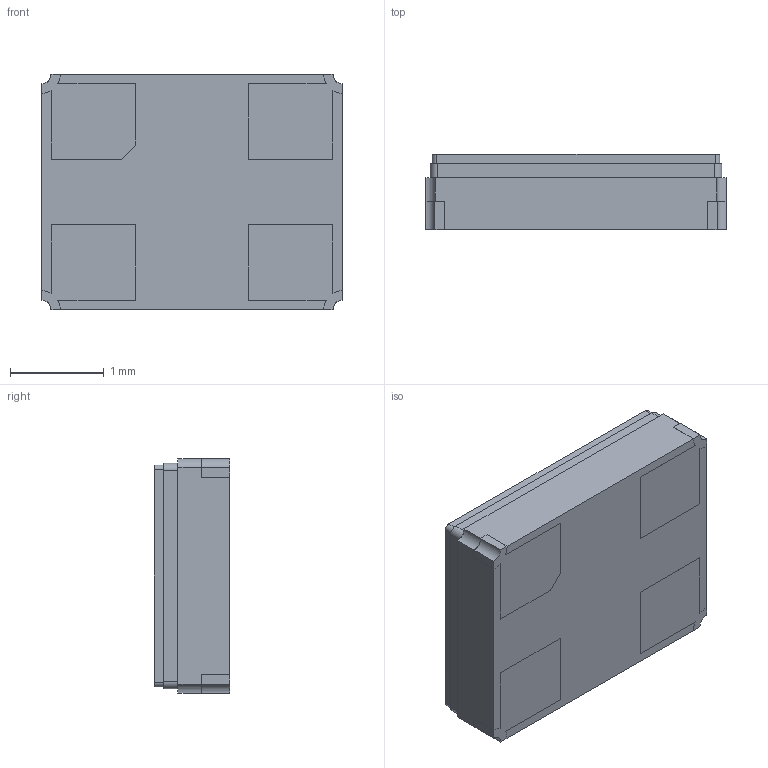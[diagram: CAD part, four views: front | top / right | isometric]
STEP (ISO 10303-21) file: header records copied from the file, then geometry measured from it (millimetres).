
FILE_DESCRIPTION (( 'STEP AP214' ), '1' );
FILE_NAME ('5ECBC3D8-5B69-479C-9C61-3CE48E6B8D73.STEP', '2022-11-04T08:01:18', ( '' ), ( '' ), 'SwSTEP 2.0', 'SolidWorks 2022', '' );
FILE_SCHEMA (( 'AUTOMOTIVE_DESIGN' ));
Length unit declared in the file: millimetre
Products named in the file (1): 5ECBC3D8-5B69-479C-9C61-3CE48E6B8D73
Bounding box: 3.2 x 0.8 x 2.5 mm (x, y, z)
Volume: 6.2 mm3; surface area: 24.8 mm2
Topology: 1 solids, 1 shells, 151 faces, 421 edges, 280 vertices
Faces by surface type: plane 94, bspline 29, cylinder 28
Entity records: 7991 total; most frequent: CARTESIAN_POINT 2650, ORIENTED_EDGE 842, DIRECTION 671, EDGE_CURVE 421, LINE 301, VECTOR 301, VERTEX_POINT 280, AXIS2_PLACEMENT_3D 185
